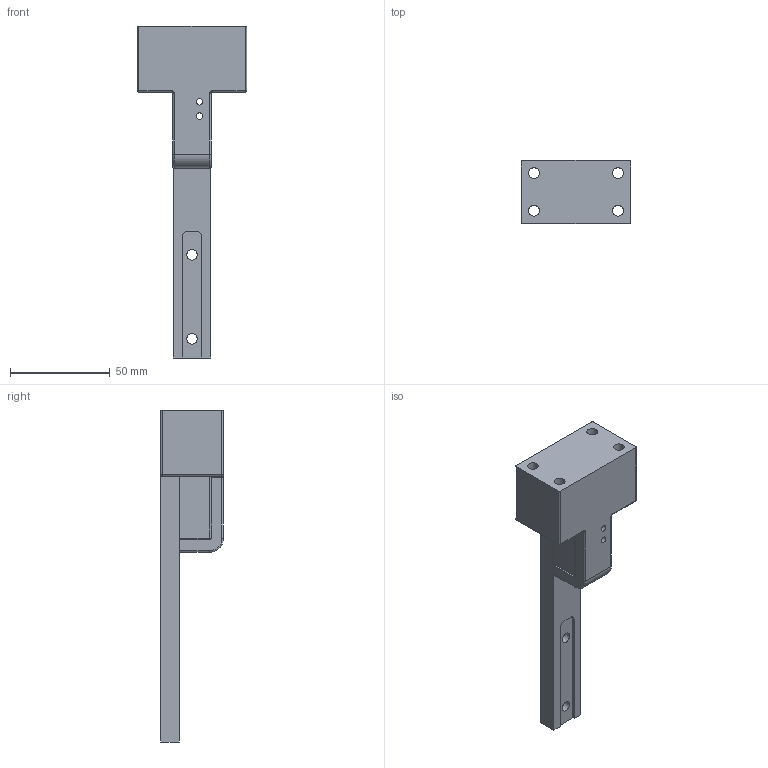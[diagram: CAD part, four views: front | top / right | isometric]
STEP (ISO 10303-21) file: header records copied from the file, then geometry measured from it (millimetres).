
FILE_DESCRIPTION(/* description */ (''),/* implementation_level */ '2;1');
FILE_NAME(/* name */ 'Nozzle Bracket Attachment - Accurate v3.step',/* time_stamp */ '2023-05-10T13:58:53-04:00',/* author */ (''),/* organization */ (''),/* preprocessor_version */ 'ST-DEVELOPER v19.2',/* originating_system */ 'Autodesk Translation Framework v12.4.0.73',/* authorisation */ '');
FILE_SCHEMA (('AUTOMOTIVE_DESIGN { 1 0 10303 214 3 1 1 }'));
Length unit declared in the file: inch
Products named in the file (4): Nozzle Bracket Attachment - Accurate; Nozzle Attachment; Block; New Bracket
Assembly tree (3 placements, depth 2):
  Nozzle Bracket Attachment - Accurate
    Nozzle Attachment
    Block
    New Bracket
Bounding box: 54.86 x 31.61 x 166.75 mm (x, y, z)
Volume: 92704.5 mm3; surface area: 25391.8 mm2
Topology: 3 solids, 3 shells, 74 faces, 178 edges, 110 vertices
Faces by surface type: cylinder 36, plane 28, sphere 6, torus 4
Full cylindrical faces by diameter (mm): 3.238 x6, 5.334 x2, 5.5 x4
Entity records: 2347 total; most frequent: DIRECTION 418, CARTESIAN_POINT 370, ORIENTED_EDGE 356, EDGE_CURVE 178, AXIS2_PLACEMENT_3D 158, VERTEX_POINT 110, LINE 102, VECTOR 102
